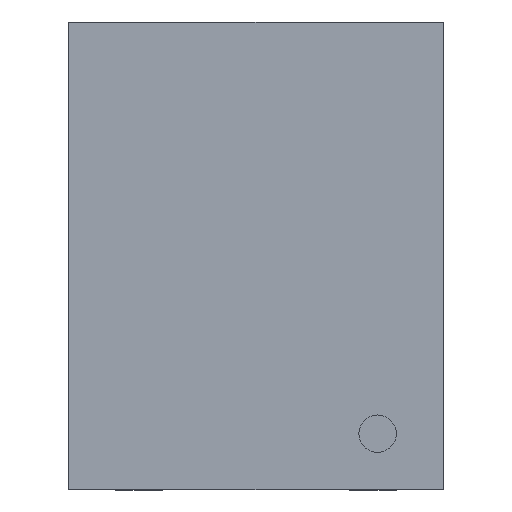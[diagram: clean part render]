
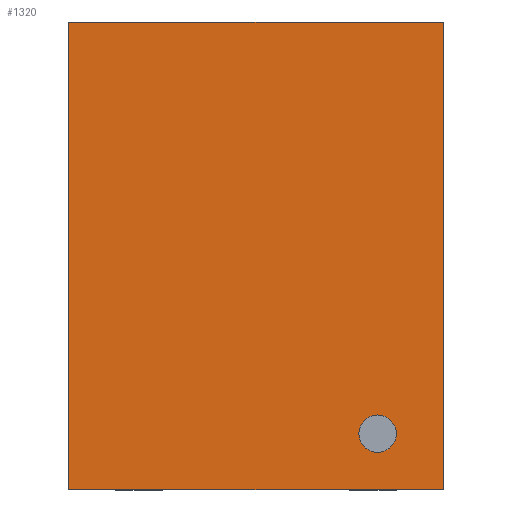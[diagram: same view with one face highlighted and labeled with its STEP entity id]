
A CAD part, left-side view. The second image highlights one B-rep face of the part: STEP entity #1320.
In plain terms, the highlighted planar face has unit normal (-1, 0, 0).
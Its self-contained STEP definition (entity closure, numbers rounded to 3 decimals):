
#159=LINE('',#2090,#312);
#163=LINE('',#2096,#316);
#164=LINE('',#2099,#317);
#166=LINE('',#2102,#319);
#312=VECTOR('',#1729,2.5);
#316=VECTOR('',#1735,2.);
#317=VECTOR('',#1738,2.5);
#319=VECTOR('',#1742,2.);
#372=PLANE('',#1411);
#374=FACE_BOUND('',#506,.T.);
#439=FACE_OUTER_BOUND('',#505,.T.);
#505=EDGE_LOOP('',(#1173,#1174,#1175,#1176));
#506=EDGE_LOOP('',(#1177));
#508=CIRCLE('',#1325,0.1);
#532=VERTEX_POINT('',#1749);
#643=VERTEX_POINT('',#2088);
#644=VERTEX_POINT('',#2089);
#645=VERTEX_POINT('',#2094);
#646=VERTEX_POINT('',#2098);
#648=EDGE_CURVE('',#532,#532,#508,.T.);
#816=EDGE_CURVE('',#643,#644,#159,.T.);
#820=EDGE_CURVE('',#644,#645,#163,.T.);
#821=EDGE_CURVE('',#645,#646,#164,.T.);
#823=EDGE_CURVE('',#646,#643,#166,.T.);
#1173=ORIENTED_EDGE('',*,*,#823,.T.);
#1174=ORIENTED_EDGE('',*,*,#816,.T.);
#1175=ORIENTED_EDGE('',*,*,#820,.T.);
#1176=ORIENTED_EDGE('',*,*,#821,.T.);
#1177=ORIENTED_EDGE('',*,*,#648,.T.);
#1320=ADVANCED_FACE('',(#439,#374),#372,.F.);
#1325=AXIS2_PLACEMENT_3D('',#1750,#1418,#1419);
#1411=AXIS2_PLACEMENT_3D('',#2103,#1743,#1744);
#1418=DIRECTION('center_axis',(1.,0.,0.));
#1419=DIRECTION('ref_axis',(0.,0.,-1.));
#1729=DIRECTION('',(0.,0.,-1.));
#1735=DIRECTION('',(0.,-1.,0.));
#1738=DIRECTION('',(0.,0.,1.));
#1742=DIRECTION('',(0.,1.,0.));
#1743=DIRECTION('center_axis',(1.,0.,0.));
#1744=DIRECTION('ref_axis',(0.,0.,-1.));
#1749=CARTESIAN_POINT('',(0.,-0.65,-0.85));
#1750=CARTESIAN_POINT('Origin',(0.,-0.65,-0.95));
#2088=CARTESIAN_POINT('',(0.,1.,1.25));
#2089=CARTESIAN_POINT('',(0.,1.,-1.25));
#2090=CARTESIAN_POINT('',(0.,1.,1.25));
#2094=CARTESIAN_POINT('',(0.,-1.,-1.25));
#2096=CARTESIAN_POINT('',(0.,1.,-1.25));
#2098=CARTESIAN_POINT('',(0.,-1.,1.25));
#2099=CARTESIAN_POINT('',(0.,-1.,-1.25));
#2102=CARTESIAN_POINT('',(0.,-1.,1.25));
#2103=CARTESIAN_POINT('Origin',(0.,0.,0.));
